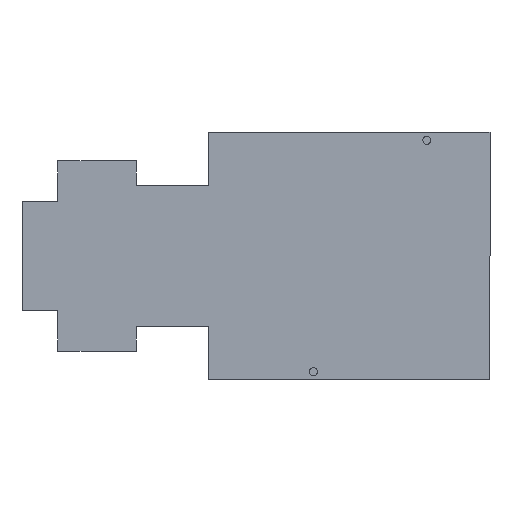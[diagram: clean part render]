
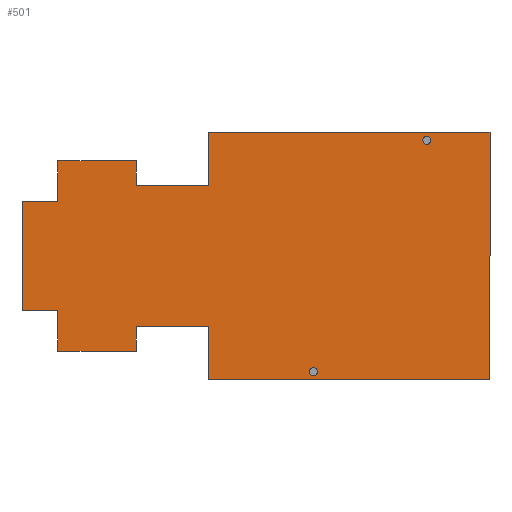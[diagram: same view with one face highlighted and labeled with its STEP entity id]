
A CAD part, front view. The second image highlights one B-rep face of the part: STEP entity #501.
In plain terms, the highlighted planar face has unit normal (0, -1, 0).
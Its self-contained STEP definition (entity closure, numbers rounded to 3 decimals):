
#15=FACE_BOUND('',#101,.T.);
#16=FACE_BOUND('',#102,.T.);
#45=PLANE('',#555);
#72=FACE_OUTER_BOUND('',#100,.T.);
#100=EDGE_LOOP('',(#455,#456,#457,#458,#459,#460,#461,#462,#463,#464,#465,
#466,#467,#468,#469,#470));
#101=EDGE_LOOP('',(#471));
#102=EDGE_LOOP('',(#472));
#105=LINE('',#700,#167);
#109=LINE('',#708,#171);
#112=LINE('',#714,#174);
#115=LINE('',#720,#177);
#118=LINE('',#726,#180);
#121=LINE('',#732,#183);
#124=LINE('',#738,#186);
#127=LINE('',#744,#189);
#130=LINE('',#750,#192);
#133=LINE('',#756,#195);
#136=LINE('',#762,#198);
#152=LINE('',#796,#214);
#156=LINE('',#804,#218);
#159=LINE('',#809,#221);
#162=LINE('',#814,#224);
#163=LINE('',#816,#225);
#167=VECTOR('',#578,10.);
#171=VECTOR('',#584,10.);
#174=VECTOR('',#589,10.);
#177=VECTOR('',#594,10.);
#180=VECTOR('',#599,10.);
#183=VECTOR('',#604,10.);
#186=VECTOR('',#609,10.);
#189=VECTOR('',#614,10.);
#192=VECTOR('',#619,10.);
#195=VECTOR('',#624,10.);
#198=VECTOR('',#629,10.);
#214=VECTOR('',#659,10.);
#218=VECTOR('',#665,10.);
#221=VECTOR('',#670,10.);
#224=VECTOR('',#673,10.);
#225=VECTOR('',#676,10.);
#228=CIRCLE('',#527,0.5);
#230=CIRCLE('',#531,0.5);
#232=VERTEX_POINT('',#686);
#234=VERTEX_POINT('',#693);
#235=VERTEX_POINT('',#698);
#236=VERTEX_POINT('',#699);
#239=VERTEX_POINT('',#707);
#241=VERTEX_POINT('',#713);
#243=VERTEX_POINT('',#719);
#245=VERTEX_POINT('',#725);
#247=VERTEX_POINT('',#731);
#249=VERTEX_POINT('',#737);
#251=VERTEX_POINT('',#743);
#253=VERTEX_POINT('',#749);
#255=VERTEX_POINT('',#755);
#257=VERTEX_POINT('',#761);
#267=VERTEX_POINT('',#794);
#268=VERTEX_POINT('',#795);
#271=VERTEX_POINT('',#803);
#274=VERTEX_POINT('',#812);
#277=EDGE_CURVE('',#232,#232,#228,.T.);
#280=EDGE_CURVE('',#234,#234,#230,.T.);
#281=EDGE_CURVE('',#235,#236,#105,.T.);
#285=EDGE_CURVE('',#239,#235,#109,.T.);
#288=EDGE_CURVE('',#241,#239,#112,.T.);
#291=EDGE_CURVE('',#243,#241,#115,.T.);
#294=EDGE_CURVE('',#245,#243,#118,.T.);
#297=EDGE_CURVE('',#247,#245,#121,.T.);
#300=EDGE_CURVE('',#249,#247,#124,.T.);
#303=EDGE_CURVE('',#251,#249,#127,.T.);
#306=EDGE_CURVE('',#253,#251,#130,.T.);
#309=EDGE_CURVE('',#255,#253,#133,.T.);
#312=EDGE_CURVE('',#236,#257,#136,.T.);
#328=EDGE_CURVE('',#267,#268,#152,.T.);
#332=EDGE_CURVE('',#271,#267,#156,.T.);
#335=EDGE_CURVE('',#257,#271,#159,.T.);
#338=EDGE_CURVE('',#274,#255,#162,.T.);
#339=EDGE_CURVE('',#268,#274,#163,.T.);
#455=ORIENTED_EDGE('',*,*,#339,.F.);
#456=ORIENTED_EDGE('',*,*,#328,.F.);
#457=ORIENTED_EDGE('',*,*,#332,.F.);
#458=ORIENTED_EDGE('',*,*,#335,.F.);
#459=ORIENTED_EDGE('',*,*,#312,.F.);
#460=ORIENTED_EDGE('',*,*,#281,.F.);
#461=ORIENTED_EDGE('',*,*,#285,.F.);
#462=ORIENTED_EDGE('',*,*,#288,.F.);
#463=ORIENTED_EDGE('',*,*,#291,.F.);
#464=ORIENTED_EDGE('',*,*,#294,.F.);
#465=ORIENTED_EDGE('',*,*,#297,.F.);
#466=ORIENTED_EDGE('',*,*,#300,.F.);
#467=ORIENTED_EDGE('',*,*,#303,.F.);
#468=ORIENTED_EDGE('',*,*,#306,.F.);
#469=ORIENTED_EDGE('',*,*,#309,.F.);
#470=ORIENTED_EDGE('',*,*,#338,.F.);
#471=ORIENTED_EDGE('',*,*,#277,.T.);
#472=ORIENTED_EDGE('',*,*,#280,.T.);
#501=ADVANCED_FACE('',(#72,#15,#16),#45,.F.);
#527=AXIS2_PLACEMENT_3D('',#688,#563,#564);
#531=AXIS2_PLACEMENT_3D('',#695,#572,#573);
#555=AXIS2_PLACEMENT_3D('',#819,#680,#681);
#563=DIRECTION('center_axis',(0.,1.,0.));
#564=DIRECTION('ref_axis',(1.,0.,0.));
#572=DIRECTION('center_axis',(0.,1.,0.));
#573=DIRECTION('ref_axis',(1.,0.,0.));
#578=DIRECTION('',(0.,0.,-1.));
#584=DIRECTION('',(1.,0.,0.));
#589=DIRECTION('',(0.,0.,1.));
#594=DIRECTION('',(1.,0.,0.));
#599=DIRECTION('',(0.,0.,1.));
#604=DIRECTION('',(-1.,0.,0.));
#609=DIRECTION('',(0.,0.,1.));
#614=DIRECTION('',(-1.,0.,0.));
#619=DIRECTION('',(0.,0.,-1.));
#624=DIRECTION('',(-1.,0.,0.));
#629=DIRECTION('',(1.,0.,0.));
#659=DIRECTION('',(0.,0.,-1.));
#665=DIRECTION('',(1.,0.,0.));
#670=DIRECTION('',(0.,0.,1.));
#673=DIRECTION('',(0.,0.,1.));
#676=DIRECTION('',(-1.,0.,0.));
#680=DIRECTION('center_axis',(0.,1.,0.));
#681=DIRECTION('ref_axis',(0.,0.,1.));
#686=CARTESIAN_POINT('',(-22.3,0.,-29.6));
#688=CARTESIAN_POINT('Origin',(-21.8,0.,-29.6));
#693=CARTESIAN_POINT('',(-8.3,0.,-1.));
#695=CARTESIAN_POINT('Origin',(-7.8,0.,-1.));
#698=CARTESIAN_POINT('',(-43.698,0.,-3.55));
#699=CARTESIAN_POINT('',(-43.698,0.,-6.55));
#700=CARTESIAN_POINT('',(-43.698,0.,-3.55));
#707=CARTESIAN_POINT('',(-53.363,0.,-3.55));
#708=CARTESIAN_POINT('',(-53.363,0.,-3.55));
#713=CARTESIAN_POINT('',(-53.363,0.,-8.55));
#714=CARTESIAN_POINT('',(-53.363,0.,-8.55));
#719=CARTESIAN_POINT('',(-57.8,0.,-8.55));
#720=CARTESIAN_POINT('',(-57.8,0.,-8.55));
#725=CARTESIAN_POINT('',(-57.8,0.,-22.05));
#726=CARTESIAN_POINT('',(-57.8,0.,-22.05));
#731=CARTESIAN_POINT('',(-53.363,0.,-22.05));
#732=CARTESIAN_POINT('',(-53.363,0.,-22.05));
#737=CARTESIAN_POINT('',(-53.363,0.,-27.05));
#738=CARTESIAN_POINT('',(-53.363,0.,-27.05));
#743=CARTESIAN_POINT('',(-43.698,0.,-27.05));
#744=CARTESIAN_POINT('',(-43.698,0.,-27.05));
#749=CARTESIAN_POINT('',(-43.698,0.,-24.05));
#750=CARTESIAN_POINT('',(-43.698,0.,-24.05));
#755=CARTESIAN_POINT('',(-34.8,0.,-24.05));
#756=CARTESIAN_POINT('',(-34.8,0.,-24.05));
#761=CARTESIAN_POINT('',(-34.8,0.,-6.55));
#762=CARTESIAN_POINT('',(-43.698,0.,-6.55));
#794=CARTESIAN_POINT('',(0.,0.,0.));
#795=CARTESIAN_POINT('',(0.,0.,-30.6));
#796=CARTESIAN_POINT('',(0.,0.,0.));
#803=CARTESIAN_POINT('',(-34.8,0.,0.));
#804=CARTESIAN_POINT('',(-34.8,0.,0.));
#809=CARTESIAN_POINT('',(-34.8,0.,-30.6));
#812=CARTESIAN_POINT('',(-34.8,0.,-30.6));
#814=CARTESIAN_POINT('',(-34.8,0.,-30.6));
#816=CARTESIAN_POINT('',(0.,0.,-30.6));
#819=CARTESIAN_POINT('Origin',(-17.4,0.,-15.3));
